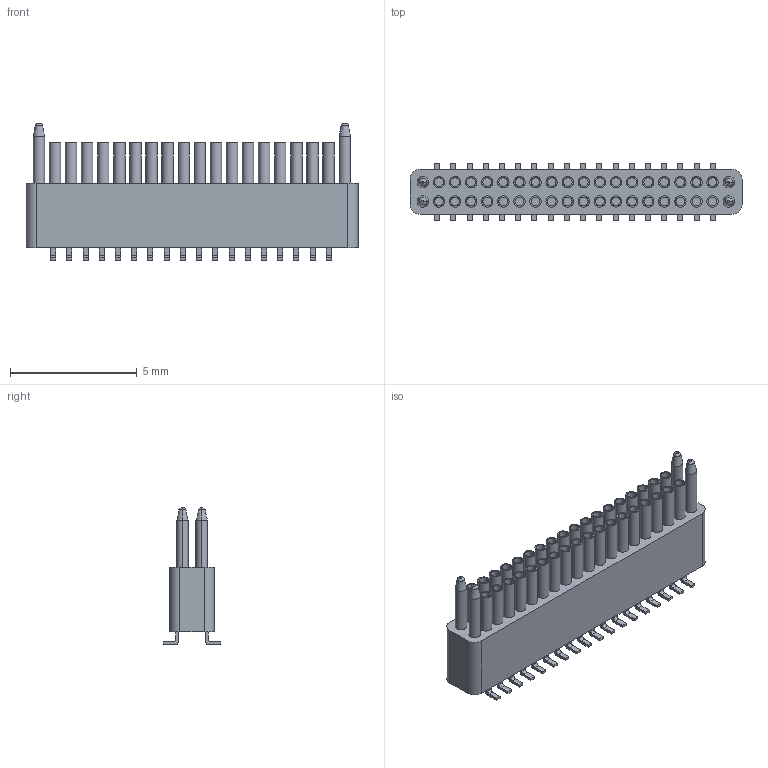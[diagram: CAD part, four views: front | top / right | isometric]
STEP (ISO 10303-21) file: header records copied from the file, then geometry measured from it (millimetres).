
FILE_DESCRIPTION (( 'STEP AP214' ), '1' );
FILE_NAME ('OMNETICS_A79027-001.STEP', '2023-02-10T20:58:40', ( '' ), ( '' ), 'SwSTEP 2.0', 'SolidWorks 2019', '' );
FILE_SCHEMA (( 'AUTOMOTIVE_DESIGN' ));
Length unit declared in the file: millimetre
Products named in the file (1): OMNETICS_A79027-001
Bounding box: 13.1 x 2.28 x 5.4 mm (x, y, z)
Volume: 64.6 mm3; surface area: 298.2 mm2
Topology: 1 solids, 1 shells, 578 faces, 1376 edges, 912 vertices
Faces by surface type: plane 334, cylinder 228, torus 8, cone 8
Entity records: 19312 total; most frequent: DIRECTION 3014, CARTESIAN_POINT 2867, ORIENTED_EDGE 2752, EDGE_CURVE 1376, AXIS2_PLACEMENT_3D 1059, VERTEX_POINT 912, LINE 896, VECTOR 896
